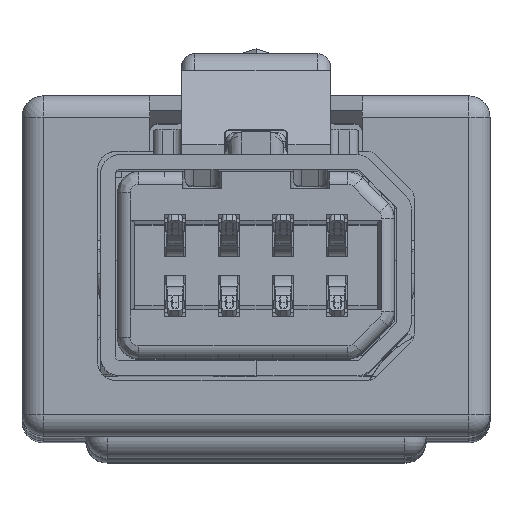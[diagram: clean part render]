
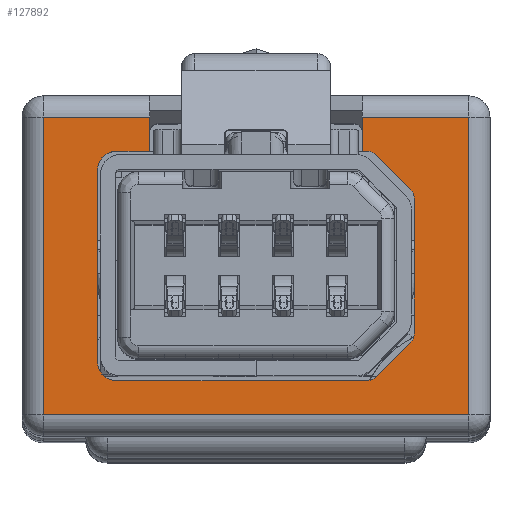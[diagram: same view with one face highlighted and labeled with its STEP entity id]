
A CAD part, top view. The second image highlights one B-rep face of the part: STEP entity #127892.
In plain terms, the highlighted planar face has unit normal (0, 0, 1).
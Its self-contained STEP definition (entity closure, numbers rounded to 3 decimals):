
#35725=DIRECTION('',(-1.,0.,0.));
#35726=VECTOR('',#35725,0.101);
#35727=CARTESIAN_POINT('',(2.601,2.7,-11.05));
#35728=LINE('',#35727,#35726);
#35729=DIRECTION('',(0.,-1.,0.));
#35730=VECTOR('',#35729,0.8);
#35731=CARTESIAN_POINT('',(2.5,3.5,-11.05));
#35732=LINE('',#35731,#35730);
#35733=DIRECTION('',(1.,0.,0.));
#35734=VECTOR('',#35733,2.5);
#35735=CARTESIAN_POINT('',(2.5,3.5,-11.05));
#35736=LINE('',#35735,#35734);
#35737=DIRECTION('',(0.,-1.,0.));
#35738=VECTOR('',#35737,7.);
#35739=CARTESIAN_POINT('',(5.,3.5,-11.05));
#35740=LINE('',#35739,#35738);
#35741=DIRECTION('',(-1.,0.,0.));
#35742=VECTOR('',#35741,10.);
#35743=CARTESIAN_POINT('',(5.,-3.5,-11.05));
#35744=LINE('',#35743,#35742);
#35745=DIRECTION('',(0.,1.,0.));
#35746=VECTOR('',#35745,7.);
#35747=CARTESIAN_POINT('',(-5.,-3.5,-11.05));
#35748=LINE('',#35747,#35746);
#35749=DIRECTION('',(1.,0.,0.));
#35750=VECTOR('',#35749,2.5);
#35751=CARTESIAN_POINT('',(-5.,3.5,-11.05));
#35752=LINE('',#35751,#35750);
#35753=DIRECTION('',(0.,-1.,0.));
#35754=VECTOR('',#35753,0.8);
#35755=CARTESIAN_POINT('',(-2.5,3.5,-11.05));
#35756=LINE('',#35755,#35754);
#35757=DIRECTION('',(-1.,0.,0.));
#35758=VECTOR('',#35757,0.775);
#35759=CARTESIAN_POINT('',(-2.5,2.7,-11.05));
#35760=LINE('',#35759,#35758);
#35761=DIRECTION('',(1.,0.,0.));
#35762=VECTOR('',#35761,5.876);
#35763=CARTESIAN_POINT('',(-3.275,-2.7,-11.05));
#35764=LINE('',#35763,#35762);
#35777=DIRECTION('',(0.707,-0.707,0.));
#35778=VECTOR('',#35777,1.166);
#35779=CARTESIAN_POINT('',(2.813,2.612,-11.05));
#35780=LINE('',#35779,#35778);
#35786=CARTESIAN_POINT('',(3.425,1.576,-11.05));
#35787=DIRECTION('',(0.,0.,-1.));
#35788=DIRECTION('',(0.707,0.707,0.));
#35789=AXIS2_PLACEMENT_3D('',#35786,#35787,#35788);
#35795=DIRECTION('',(0.,-1.,0.));
#35796=VECTOR('',#35795,3.151);
#35797=CARTESIAN_POINT('',(3.725,1.576,-11.05));
#35798=LINE('',#35797,#35796);
#35812=CARTESIAN_POINT('',(3.425,-1.576,-11.05));
#35813=DIRECTION('',(0.,0.,-1.));
#35814=DIRECTION('',(1.,0.,0.));
#35815=AXIS2_PLACEMENT_3D('',#35812,#35813,#35814);
#35839=DIRECTION('',(-0.707,-0.707,0.));
#35840=VECTOR('',#35839,1.166);
#35841=CARTESIAN_POINT('',(3.637,-1.788,-11.05));
#35842=LINE('',#35841,#35840);
#35847=CARTESIAN_POINT('',(2.601,-2.4,-11.05));
#35848=DIRECTION('',(0.,0.,-1.));
#35849=DIRECTION('',(0.707,-0.707,0.));
#35850=AXIS2_PLACEMENT_3D('',#35847,#35848,#35849);
#36772=CARTESIAN_POINT('',(-3.275,-2.25,-11.05));
#36773=DIRECTION('',(0.,0.,-1.));
#36774=DIRECTION('',(0.,-1.,0.));
#36775=AXIS2_PLACEMENT_3D('',#36772,#36773,#36774);
#36794=DIRECTION('',(0.,1.,0.));
#36795=VECTOR('',#36794,4.5);
#36796=CARTESIAN_POINT('',(-3.725,-2.25,-11.05));
#36797=LINE('',#36796,#36795);
#36798=CARTESIAN_POINT('',(-3.275,2.25,-11.05));
#36799=DIRECTION('',(0.,0.,-1.));
#36800=DIRECTION('',(-1.,0.,0.));
#36801=AXIS2_PLACEMENT_3D('',#36798,#36799,#36800);
#36808=CARTESIAN_POINT('',(2.601,2.4,-11.05));
#36809=DIRECTION('',(0.,0.,-1.));
#36810=DIRECTION('',(0.,1.,0.));
#36811=AXIS2_PLACEMENT_3D('',#36808,#36809,#36810);
#67188=CARTESIAN_POINT('',(-5.,-3.5,-11.05));
#67189=CARTESIAN_POINT('',(-5.,3.5,-11.05));
#67190=VERTEX_POINT('',#67188);
#67191=VERTEX_POINT('',#67189);
#67196=CARTESIAN_POINT('',(5.,-3.5,-11.05));
#67197=VERTEX_POINT('',#67196);
#67202=CARTESIAN_POINT('',(5.,3.5,-11.05));
#67203=VERTEX_POINT('',#67202);
#67222=CARTESIAN_POINT('',(2.5,3.5,-11.05));
#67223=VERTEX_POINT('',#67222);
#67224=CARTESIAN_POINT('',(-2.5,3.5,-11.05));
#67225=VERTEX_POINT('',#67224);
#67287=CARTESIAN_POINT('',(2.5,2.7,-11.05));
#67288=VERTEX_POINT('',#67287);
#67289=CARTESIAN_POINT('',(-2.5,2.7,-11.05));
#67290=VERTEX_POINT('',#67289);
#67299=CARTESIAN_POINT('',(-3.725,2.25,-11.05));
#67301=VERTEX_POINT('',#67299);
#67303=CARTESIAN_POINT('',(-3.275,2.7,-11.05));
#67305=VERTEX_POINT('',#67303);
#67307=CARTESIAN_POINT('',(-3.275,-2.7,-11.05));
#67308=CARTESIAN_POINT('',(-3.725,-2.25,-11.05));
#67309=VERTEX_POINT('',#67307);
#67310=VERTEX_POINT('',#67308);
#67680=CARTESIAN_POINT('',(3.725,1.576,-11.05));
#67682=VERTEX_POINT('',#67680);
#67684=CARTESIAN_POINT('',(3.637,1.788,-11.05));
#67686=VERTEX_POINT('',#67684);
#67687=CARTESIAN_POINT('',(2.601,2.7,-11.05));
#67689=VERTEX_POINT('',#67687);
#67691=CARTESIAN_POINT('',(2.813,2.612,-11.05));
#67693=VERTEX_POINT('',#67691);
#67695=CARTESIAN_POINT('',(3.725,-1.576,-11.05));
#67697=VERTEX_POINT('',#67695);
#67700=CARTESIAN_POINT('',(2.601,-2.7,-11.05));
#67702=VERTEX_POINT('',#67700);
#67703=CARTESIAN_POINT('',(3.637,-1.788,-11.05));
#67704=CARTESIAN_POINT('',(2.813,-2.612,-11.05));
#67705=VERTEX_POINT('',#67703);
#67706=VERTEX_POINT('',#67704);
#127848=CARTESIAN_POINT('',(-5.5,-4.,-11.05));
#127849=DIRECTION('',(0.,0.,1.));
#127850=DIRECTION('',(1.,0.,0.));
#127851=AXIS2_PLACEMENT_3D('',#127848,#127849,#127850);
#127852=PLANE('',#127851);
#127854=ORIENTED_EDGE('',*,*,#127853,.F.);
#127856=ORIENTED_EDGE('',*,*,#127855,.F.);
#127857=ORIENTED_EDGE('',*,*,#83744,.T.);
#127859=ORIENTED_EDGE('',*,*,#127858,.F.);
#127861=ORIENTED_EDGE('',*,*,#127860,.T.);
#127863=ORIENTED_EDGE('',*,*,#127862,.T.);
#127865=ORIENTED_EDGE('',*,*,#127864,.T.);
#127867=ORIENTED_EDGE('',*,*,#127866,.T.);
#127869=ORIENTED_EDGE('',*,*,#127868,.T.);
#127870=ORIENTED_EDGE('',*,*,#127837,.T.);
#127871=ORIENTED_EDGE('',*,*,#83727,.T.);
#127873=ORIENTED_EDGE('',*,*,#127872,.F.);
#127875=ORIENTED_EDGE('',*,*,#127874,.F.);
#127877=ORIENTED_EDGE('',*,*,#127876,.F.);
#127879=ORIENTED_EDGE('',*,*,#127878,.T.);
#127881=ORIENTED_EDGE('',*,*,#127880,.F.);
#127883=ORIENTED_EDGE('',*,*,#127882,.F.);
#127885=ORIENTED_EDGE('',*,*,#127884,.F.);
#127887=ORIENTED_EDGE('',*,*,#127886,.F.);
#127889=ORIENTED_EDGE('',*,*,#127888,.F.);
#127890=EDGE_LOOP('',(#127854,#127856,#127857,#127859,#127861,#127863,#127865,
#127867,#127869,#127870,#127871,#127873,#127875,#127877,#127879,#127881,#127883,
#127885,#127887,#127889));
#127891=FACE_OUTER_BOUND('',#127890,.F.);
#35790=CIRCLE('',#35789,0.3);
#35816=CIRCLE('',#35815,0.3);
#35851=CIRCLE('',#35850,0.3);
#36776=CIRCLE('',#36775,0.45);
#36802=CIRCLE('',#36801,0.45);
#36812=CIRCLE('',#36811,0.3);
#83727=EDGE_CURVE('',#67290,#67305,#35760,.T.);
#83744=EDGE_CURVE('',#67689,#67288,#35728,.T.);
#127837=EDGE_CURVE('',#67225,#67290,#35756,.T.);
#127853=EDGE_CURVE('',#67693,#67686,#35780,.T.);
#127855=EDGE_CURVE('',#67689,#67693,#36812,.T.);
#127858=EDGE_CURVE('',#67223,#67288,#35732,.T.);
#127860=EDGE_CURVE('',#67223,#67203,#35736,.T.);
#127862=EDGE_CURVE('',#67203,#67197,#35740,.T.);
#127864=EDGE_CURVE('',#67197,#67190,#35744,.T.);
#127866=EDGE_CURVE('',#67190,#67191,#35748,.T.);
#127868=EDGE_CURVE('',#67191,#67225,#35752,.T.);
#127872=EDGE_CURVE('',#67301,#67305,#36802,.T.);
#127874=EDGE_CURVE('',#67310,#67301,#36797,.T.);
#127876=EDGE_CURVE('',#67309,#67310,#36776,.T.);
#127878=EDGE_CURVE('',#67309,#67702,#35764,.T.);
#127880=EDGE_CURVE('',#67706,#67702,#35851,.T.);
#127882=EDGE_CURVE('',#67705,#67706,#35842,.T.);
#127884=EDGE_CURVE('',#67697,#67705,#35816,.T.);
#127886=EDGE_CURVE('',#67682,#67697,#35798,.T.);
#127888=EDGE_CURVE('',#67686,#67682,#35790,.T.);
#127892=ADVANCED_FACE('',(#127891),#127852,.T.);
